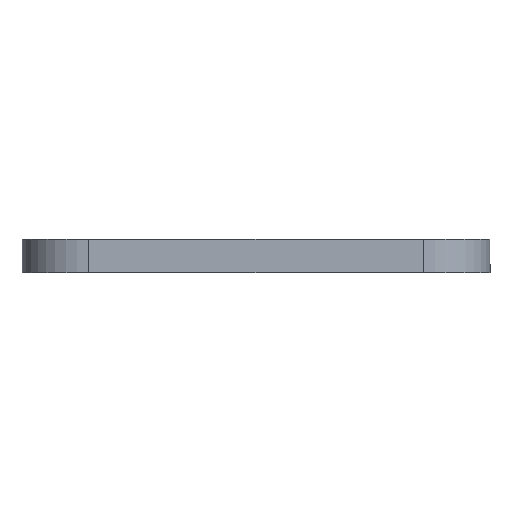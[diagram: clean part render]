
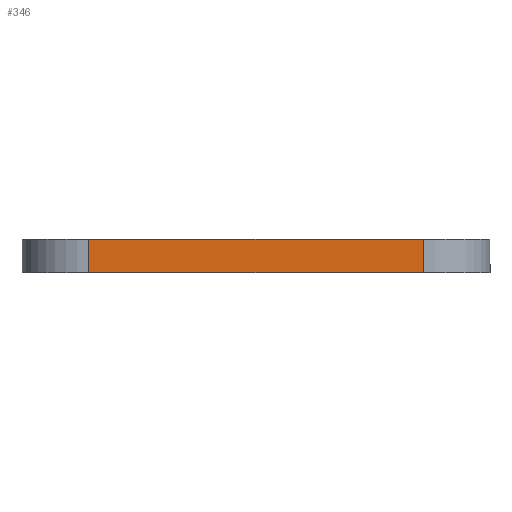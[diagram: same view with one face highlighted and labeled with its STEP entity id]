
A CAD part, left-side view. The second image highlights one B-rep face of the part: STEP entity #346.
In plain terms, the highlighted planar face has unit normal (-1, 0, 0).
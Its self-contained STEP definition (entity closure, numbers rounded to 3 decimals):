
#17 = EDGE_CURVE ( 'NONE', #199, #500, #181, .T. ) ;
#21 = DIRECTION ( 'NONE',  ( 0., 0., 1. ) ) ;
#27 = VERTEX_POINT ( 'NONE', #172 ) ;
#45 = EDGE_CURVE ( 'NONE', #500, #27, #695, .T. ) ;
#113 = VECTOR ( 'NONE', #345, 1000. ) ;
#118 = LINE ( 'NONE', #366, #307 ) ;
#172 = CARTESIAN_POINT ( 'NONE',  ( -25., -25., 5. ) ) ;
#173 = CARTESIAN_POINT ( 'NONE',  ( -25., 25., 0. ) ) ;
#175 = EDGE_CURVE ( 'NONE', #197, #199, #275, .T. ) ;
#181 = LINE ( 'NONE', #450, #113 ) ;
#197 = VERTEX_POINT ( 'NONE', #566 ) ;
#199 = VERTEX_POINT ( 'NONE', #173 ) ;
#213 = VECTOR ( 'NONE', #21, 1000. ) ;
#247 = AXIS2_PLACEMENT_3D ( 'NONE', #578, #634, #473 ) ;
#275 = LINE ( 'NONE', #613, #551 ) ;
#287 = EDGE_LOOP ( 'NONE', ( #675, #625, #507, #492 ) ) ;
#307 = VECTOR ( 'NONE', #591, 1000. ) ;
#345 = DIRECTION ( 'NONE',  ( 0., -1., 0. ) ) ;
#346 = ADVANCED_FACE ( 'NONE', ( #559 ), #369, .F. ) ;
#366 = CARTESIAN_POINT ( 'NONE',  ( -25., 35., 5. ) ) ;
#369 = PLANE ( 'NONE',  #247 ) ;
#390 = EDGE_CURVE ( 'NONE', #197, #27, #118, .T. ) ;
#410 = CARTESIAN_POINT ( 'NONE',  ( -25., -25., 0. ) ) ;
#450 = CARTESIAN_POINT ( 'NONE',  ( -25., 35., 0. ) ) ;
#463 = DIRECTION ( 'NONE',  ( 0., 0., -1. ) ) ;
#473 = DIRECTION ( 'NONE',  ( 0., 1., 0. ) ) ;
#492 = ORIENTED_EDGE ( 'NONE', *, *, #175, .T. ) ;
#500 = VERTEX_POINT ( 'NONE', #410 ) ;
#507 = ORIENTED_EDGE ( 'NONE', *, *, #390, .F. ) ;
#551 = VECTOR ( 'NONE', #463, 1000. ) ;
#559 = FACE_OUTER_BOUND ( 'NONE', #287, .T. ) ;
#566 = CARTESIAN_POINT ( 'NONE',  ( -25., 25., 5. ) ) ;
#571 = CARTESIAN_POINT ( 'NONE',  ( -25., -25., 5. ) ) ;
#578 = CARTESIAN_POINT ( 'NONE',  ( -25., 35., 5. ) ) ;
#591 = DIRECTION ( 'NONE',  ( 0., -1., 0. ) ) ;
#613 = CARTESIAN_POINT ( 'NONE',  ( -25., 25., 5. ) ) ;
#625 = ORIENTED_EDGE ( 'NONE', *, *, #45, .T. ) ;
#634 = DIRECTION ( 'NONE',  ( 1., 0., 0. ) ) ;
#675 = ORIENTED_EDGE ( 'NONE', *, *, #17, .T. ) ;
#695 = LINE ( 'NONE', #571, #213 ) ;
